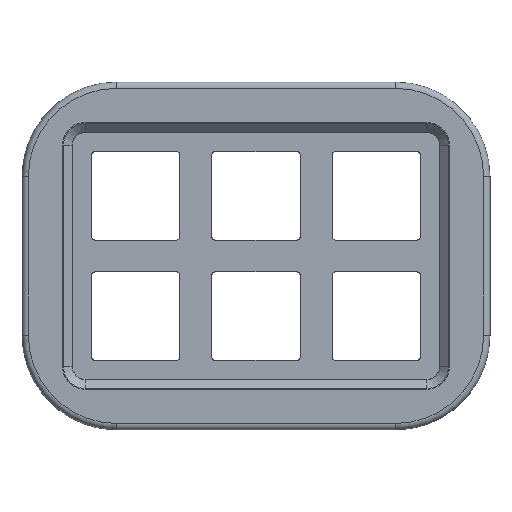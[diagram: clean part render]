
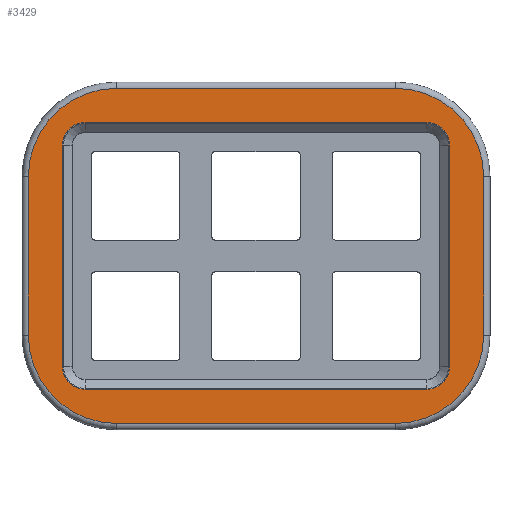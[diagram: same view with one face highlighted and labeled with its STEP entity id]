
A CAD part, top view. The second image highlights one B-rep face of the part: STEP entity #3429.
In plain terms, the highlighted planar face has unit normal (0, 0, 1).
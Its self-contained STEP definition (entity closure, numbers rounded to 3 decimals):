
#23=FACE_BOUND('',#467,.T.);
#108=PLANE('',#3715);
#272=FACE_OUTER_BOUND('',#466,.T.);
#466=EDGE_LOOP('',(#2755,#2756,#2757,#2758,#2759,#2760,#2761,#2762));
#467=EDGE_LOOP('',(#2763,#2764,#2765,#2766,#2767,#2768,#2769,#2770));
#790=LINE('',#5528,#1143);
#793=LINE('',#5543,#1146);
#794=LINE('',#5552,#1147);
#795=LINE('',#5560,#1148);
#797=LINE('',#5568,#1150);
#798=LINE('',#5572,#1151);
#799=LINE('',#5576,#1152);
#800=LINE('',#5580,#1153);
#1143=VECTOR('',#4450,10.);
#1146=VECTOR('',#4467,10.);
#1147=VECTOR('',#4480,10.);
#1148=VECTOR('',#4491,10.);
#1150=VECTOR('',#4501,10.);
#1151=VECTOR('',#4504,10.);
#1152=VECTOR('',#4507,10.);
#1153=VECTOR('',#4510,10.);
#1332=CIRCLE('',#3698,3.583);
#1336=CIRCLE('',#3704,3.583);
#1339=CIRCLE('',#3709,3.583);
#1341=CIRCLE('',#3713,3.583);
#1342=CIRCLE('',#3716,14.);
#1343=CIRCLE('',#3717,14.);
#1344=CIRCLE('',#3718,14.);
#1345=CIRCLE('',#3719,14.);
#1626=VERTEX_POINT('',#5525);
#1627=VERTEX_POINT('',#5527);
#1629=VERTEX_POINT('',#5533);
#1631=VERTEX_POINT('',#5539);
#1633=VERTEX_POINT('',#5545);
#1634=VERTEX_POINT('',#5550);
#1635=VERTEX_POINT('',#5554);
#1636=VERTEX_POINT('',#5558);
#1637=VERTEX_POINT('',#5566);
#1638=VERTEX_POINT('',#5567);
#1639=VERTEX_POINT('',#5569);
#1640=VERTEX_POINT('',#5571);
#1641=VERTEX_POINT('',#5573);
#1642=VERTEX_POINT('',#5575);
#1643=VERTEX_POINT('',#5577);
#1644=VERTEX_POINT('',#5579);
#2039=EDGE_CURVE('',#1626,#1627,#790,.T.);
#2044=EDGE_CURVE('',#1627,#1629,#1332,.T.);
#2047=EDGE_CURVE('',#1629,#1631,#793,.T.);
#2050=EDGE_CURVE('',#1631,#1633,#1336,.T.);
#2052=EDGE_CURVE('',#1633,#1634,#794,.T.);
#2054=EDGE_CURVE('',#1634,#1635,#1339,.T.);
#2056=EDGE_CURVE('',#1635,#1636,#795,.T.);
#2057=EDGE_CURVE('',#1636,#1626,#1341,.T.);
#2059=EDGE_CURVE('',#1637,#1638,#797,.T.);
#2060=EDGE_CURVE('',#1639,#1637,#1342,.T.);
#2061=EDGE_CURVE('',#1640,#1639,#798,.T.);
#2062=EDGE_CURVE('',#1641,#1640,#1343,.T.);
#2063=EDGE_CURVE('',#1642,#1641,#799,.T.);
#2064=EDGE_CURVE('',#1643,#1642,#1344,.T.);
#2065=EDGE_CURVE('',#1644,#1643,#800,.T.);
#2066=EDGE_CURVE('',#1638,#1644,#1345,.T.);
#2755=ORIENTED_EDGE('',*,*,#2059,.F.);
#2756=ORIENTED_EDGE('',*,*,#2060,.F.);
#2757=ORIENTED_EDGE('',*,*,#2061,.F.);
#2758=ORIENTED_EDGE('',*,*,#2062,.F.);
#2759=ORIENTED_EDGE('',*,*,#2063,.F.);
#2760=ORIENTED_EDGE('',*,*,#2064,.F.);
#2761=ORIENTED_EDGE('',*,*,#2065,.F.);
#2762=ORIENTED_EDGE('',*,*,#2066,.F.);
#2763=ORIENTED_EDGE('',*,*,#2039,.F.);
#2764=ORIENTED_EDGE('',*,*,#2057,.F.);
#2765=ORIENTED_EDGE('',*,*,#2056,.F.);
#2766=ORIENTED_EDGE('',*,*,#2054,.F.);
#2767=ORIENTED_EDGE('',*,*,#2052,.F.);
#2768=ORIENTED_EDGE('',*,*,#2050,.F.);
#2769=ORIENTED_EDGE('',*,*,#2047,.F.);
#2770=ORIENTED_EDGE('',*,*,#2044,.F.);
#3429=ADVANCED_FACE('',(#272,#23),#108,.T.);
#3698=AXIS2_PLACEMENT_3D('',#5537,#4460,#4461);
#3704=AXIS2_PLACEMENT_3D('',#5548,#4474,#4475);
#3709=AXIS2_PLACEMENT_3D('',#5556,#4485,#4486);
#3713=AXIS2_PLACEMENT_3D('',#5562,#4494,#4495);
#3715=AXIS2_PLACEMENT_3D('',#5565,#4499,#4500);
#3716=AXIS2_PLACEMENT_3D('',#5570,#4502,#4503);
#3717=AXIS2_PLACEMENT_3D('',#5574,#4505,#4506);
#3718=AXIS2_PLACEMENT_3D('',#5578,#4508,#4509);
#3719=AXIS2_PLACEMENT_3D('',#5581,#4511,#4512);
#4450=DIRECTION('',(1.,0.,0.));
#4460=DIRECTION('center_axis',(0.,0.,1.));
#4461=DIRECTION('ref_axis',(0.707,-0.707,0.));
#4467=DIRECTION('',(0.,1.,0.));
#4474=DIRECTION('center_axis',(0.,0.,1.));
#4475=DIRECTION('ref_axis',(0.707,0.707,0.));
#4480=DIRECTION('',(-1.,0.,0.));
#4485=DIRECTION('center_axis',(0.,0.,1.));
#4486=DIRECTION('ref_axis',(-0.707,0.707,0.));
#4491=DIRECTION('',(0.,-1.,0.));
#4494=DIRECTION('center_axis',(0.,0.,1.));
#4495=DIRECTION('ref_axis',(-0.707,-0.707,0.));
#4499=DIRECTION('center_axis',(0.,0.,1.));
#4500=DIRECTION('ref_axis',(1.,0.,0.));
#4501=DIRECTION('',(0.,1.,0.));
#4502=DIRECTION('center_axis',(0.,0.,-1.));
#4503=DIRECTION('ref_axis',(-0.707,-0.707,0.));
#4504=DIRECTION('',(-1.,0.,0.));
#4505=DIRECTION('center_axis',(0.,0.,-1.));
#4506=DIRECTION('ref_axis',(0.707,-0.707,0.));
#4507=DIRECTION('',(0.,-1.,0.));
#4508=DIRECTION('center_axis',(0.,0.,-1.));
#4509=DIRECTION('ref_axis',(0.707,0.707,0.));
#4510=DIRECTION('',(1.,0.,0.));
#4511=DIRECTION('center_axis',(0.,0.,-1.));
#4512=DIRECTION('ref_axis',(-0.707,0.707,0.));
#5525=CARTESIAN_POINT('',(1.5,-40.183,11.6));
#5527=CARTESIAN_POINT('',(55.65,-40.183,11.6));
#5528=CARTESIAN_POINT('',(35.292,-40.183,11.6));
#5533=CARTESIAN_POINT('',(59.233,-36.6,11.6));
#5537=CARTESIAN_POINT('Origin',(55.65,-36.6,11.6));
#5539=CARTESIAN_POINT('',(59.233,-1.5,11.6));
#5543=CARTESIAN_POINT('',(59.233,-14.696,11.6));
#5545=CARTESIAN_POINT('',(55.65,2.083,11.6));
#5548=CARTESIAN_POINT('Origin',(55.65,-1.5,11.6));
#5550=CARTESIAN_POINT('',(1.5,2.083,11.6));
#5552=CARTESIAN_POINT('',(21.889,2.083,11.6));
#5554=CARTESIAN_POINT('',(-2.083,-1.5,11.6));
#5556=CARTESIAN_POINT('Origin',(1.5,-1.5,11.6));
#5558=CARTESIAN_POINT('',(-2.083,-36.6,11.6));
#5560=CARTESIAN_POINT('',(-2.083,-23.412,11.6));
#5562=CARTESIAN_POINT('Origin',(1.5,-36.6,11.6));
#5565=CARTESIAN_POINT('Origin',(28.575,-19.05,11.6));
#5566=CARTESIAN_POINT('',(-7.5,-31.6,11.6));
#5567=CARTESIAN_POINT('',(-7.5,-6.5,11.6));
#5568=CARTESIAN_POINT('',(-7.5,-9.525,11.6));
#5569=CARTESIAN_POINT('',(6.5,-45.6,11.6));
#5570=CARTESIAN_POINT('Origin',(6.5,-31.6,11.6));
#5571=CARTESIAN_POINT('',(50.65,-45.6,11.6));
#5572=CARTESIAN_POINT('',(14.288,-45.6,11.6));
#5573=CARTESIAN_POINT('',(64.65,-31.6,11.6));
#5574=CARTESIAN_POINT('Origin',(50.65,-31.6,11.6));
#5575=CARTESIAN_POINT('',(64.65,-6.5,11.6));
#5576=CARTESIAN_POINT('',(64.65,-28.575,11.6));
#5577=CARTESIAN_POINT('',(50.65,7.5,11.6));
#5578=CARTESIAN_POINT('Origin',(50.65,-6.5,11.6));
#5579=CARTESIAN_POINT('',(6.5,7.5,11.6));
#5580=CARTESIAN_POINT('',(42.863,7.5,11.6));
#5581=CARTESIAN_POINT('Origin',(6.5,-6.5,11.6));
